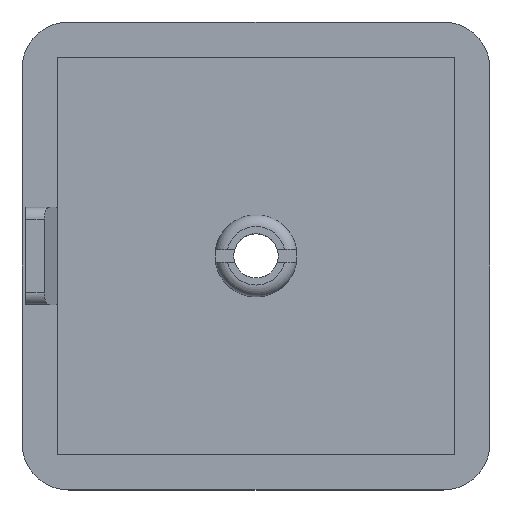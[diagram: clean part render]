
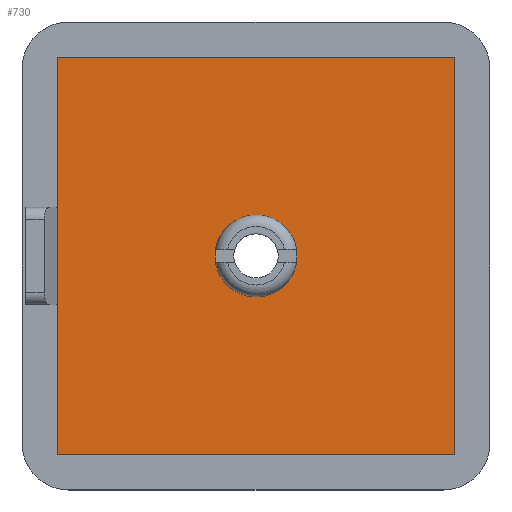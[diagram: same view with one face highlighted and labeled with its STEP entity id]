
A CAD part, top view. The second image highlights one B-rep face of the part: STEP entity #730.
In plain terms, the highlighted planar face has unit normal (0, 0, 1).
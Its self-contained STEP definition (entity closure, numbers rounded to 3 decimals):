
#30=PLANE($,#796);
#56=FACE_BOUND($,#120,.T.);
#69=FACE_OUTER_BOUND($,#119,.T.);
#119=EDGE_LOOP($,(#555,#556,#557,#558));
#120=EDGE_LOOP($,(#559));
#183=LINE($,#1201,#246);
#184=LINE($,#1203,#247);
#185=LINE($,#1205,#248);
#186=LINE($,#1206,#249);
#246=VECTOR($,#934,34.);
#247=VECTOR($,#935,34.);
#248=VECTOR($,#936,34.);
#249=VECTOR($,#937,34.);
#292=CIRCLE($,#779,3.5);
#337=VERTEX_POINT($,#1110);
#360=VERTEX_POINT($,#1199);
#361=VERTEX_POINT($,#1200);
#362=VERTEX_POINT($,#1202);
#363=VERTEX_POINT($,#1204);
#406=EDGE_CURVE($,#337,#337,#292,.T.);
#436=EDGE_CURVE($,#360,#361,#183,.T.);
#437=EDGE_CURVE($,#361,#362,#184,.T.);
#438=EDGE_CURVE($,#362,#363,#185,.T.);
#439=EDGE_CURVE($,#363,#360,#186,.T.);
#555=ORIENTED_EDGE($,*,*,#436,.T.);
#556=ORIENTED_EDGE($,*,*,#437,.T.);
#557=ORIENTED_EDGE($,*,*,#438,.T.);
#558=ORIENTED_EDGE($,*,*,#439,.T.);
#559=ORIENTED_EDGE($,*,*,#406,.F.);
#730=ADVANCED_FACE($,(#69,#56),#30,.T.);
#779=AXIS2_PLACEMENT_3D($,#1111,#880,#881);
#796=AXIS2_PLACEMENT_3D($,#1198,#932,#933);
#880=DIRECTION('center_axis',(0.,0.,1.));
#881=DIRECTION('ref_axis',(1.,0.,0.));
#932=DIRECTION('center_axis',(0.,0.,1.));
#933=DIRECTION('ref_axis',(1.,0.,0.));
#934=DIRECTION($,(0.,-1.,0.));
#935=DIRECTION($,(1.,0.,0.));
#936=DIRECTION($,(0.,1.,0.));
#937=DIRECTION($,(-1.,0.,0.));
#1110=CARTESIAN_POINT('',(-3.5,0.,3.));
#1111=CARTESIAN_POINT('Origin',(0.,0.,3.));
#1198=CARTESIAN_POINT('Origin',(-17.,-17.,3.));
#1199=CARTESIAN_POINT('',(-17.,17.,3.));
#1200=CARTESIAN_POINT('',(-17.,-17.,3.));
#1201=CARTESIAN_POINT($,(-17.,17.,3.));
#1202=CARTESIAN_POINT('',(17.,-17.,3.));
#1203=CARTESIAN_POINT($,(-17.,-17.,3.));
#1204=CARTESIAN_POINT('',(17.,17.,3.));
#1205=CARTESIAN_POINT($,(17.,17.,3.));
#1206=CARTESIAN_POINT($,(-17.,17.,3.));
